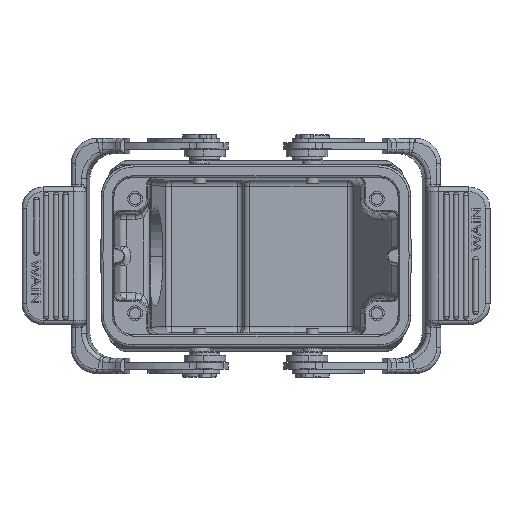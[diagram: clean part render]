
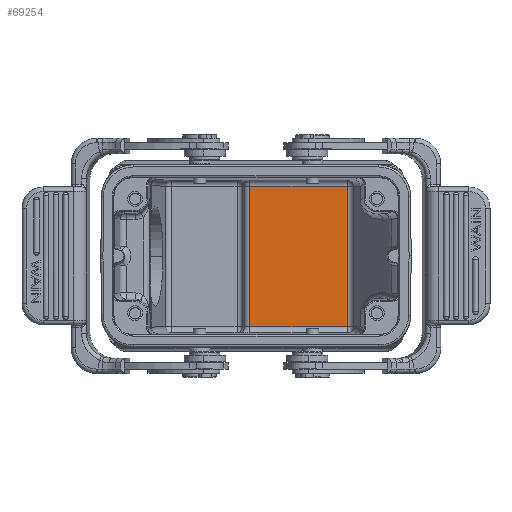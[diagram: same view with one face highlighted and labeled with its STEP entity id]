
A CAD part, top view. The second image highlights one B-rep face of the part: STEP entity #69254.
In plain terms, the highlighted planar face has unit normal (0, 0, 1).
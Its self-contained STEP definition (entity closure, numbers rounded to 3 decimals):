
#25742=DIRECTION('',(0.,1.,0.));
#25743=VECTOR('',#25742,33.092);
#25744=CARTESIAN_POINT('',(21.573,-16.546,-65.));
#25745=LINE('',#25744,#25743);
#25773=DIRECTION('',(-1.,0.,0.));
#25774=VECTOR('',#25773,23.067);
#25775=CARTESIAN_POINT('',(21.573,16.546,-65.));
#25776=LINE('',#25775,#25774);
#25794=DIRECTION('',(1.,0.,0.));
#25795=VECTOR('',#25794,23.067);
#25796=CARTESIAN_POINT('',(-1.493,-16.546,
-65.));
#25797=LINE('',#25796,#25795);
#25840=DIRECTION('',(0.,-1.,0.));
#25841=VECTOR('',#25840,33.092);
#25842=CARTESIAN_POINT('',(-1.493,16.546,
-65.));
#25843=LINE('',#25842,#25841);
#38265=CARTESIAN_POINT('',(21.573,-16.546,-65.));
#38266=VERTEX_POINT('',#38265);
#38268=CARTESIAN_POINT('',(21.573,16.546,-65.));
#38270=VERTEX_POINT('',#38268);
#38273=CARTESIAN_POINT('',(-1.493,16.546,
-65.));
#38274=VERTEX_POINT('',#38273);
#38277=CARTESIAN_POINT('',(-1.493,-16.546,
-65.));
#38278=VERTEX_POINT('',#38277);
#69241=CARTESIAN_POINT('',(22.724,-18.6,-65.));
#69242=DIRECTION('',(0.,0.,-1.));
#69243=DIRECTION('',(-1.,0.,0.));
#69244=AXIS2_PLACEMENT_3D('',#69241,#69242,#69243);
#69245=PLANE('',#69244);
#69247=ORIENTED_EDGE('',*,*,#69246,.F.);
#69249=ORIENTED_EDGE('',*,*,#69248,.F.);
#69250=ORIENTED_EDGE('',*,*,#69232,.F.);
#69251=ORIENTED_EDGE('',*,*,#69208,.F.);
#69252=EDGE_LOOP('',(#69247,#69249,#69250,#69251));
#69253=FACE_OUTER_BOUND('',#69252,.F.);
#69208=EDGE_CURVE('',#38266,#38270,#25745,.T.);
#69232=EDGE_CURVE('',#38270,#38274,#25776,.T.);
#69246=EDGE_CURVE('',#38278,#38266,#25797,.T.);
#69248=EDGE_CURVE('',#38274,#38278,#25843,.T.);
#69254=ADVANCED_FACE('',(#69253),#69245,.F.);
